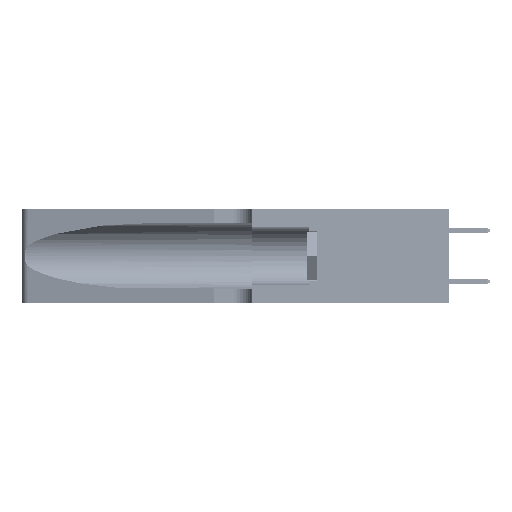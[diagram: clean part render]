
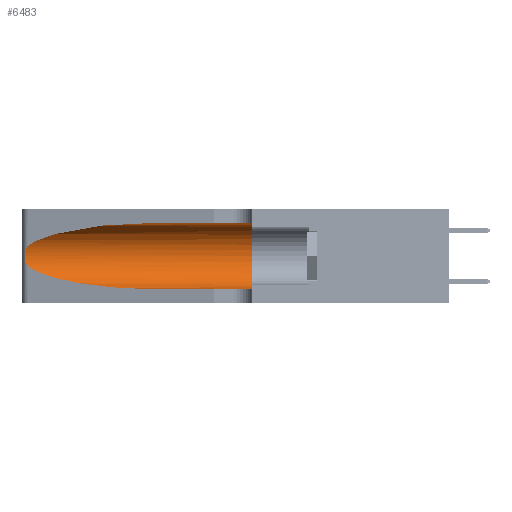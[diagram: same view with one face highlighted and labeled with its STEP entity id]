
A CAD part, left-side view. The second image highlights one B-rep face of the part: STEP entity #6483.
In plain terms, the highlighted cylindrical face has radius 3.308 mm (diameter 6.617 mm), a partial arc.
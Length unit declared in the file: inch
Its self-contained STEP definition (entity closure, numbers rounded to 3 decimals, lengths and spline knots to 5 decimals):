
#862 = ORIENTED_EDGE ( 'NONE', *, *, #44851, .F. ) ;
#1594 = ORIENTED_EDGE ( 'NONE', *, *, #40302, .T. ) ;
#1719 = CARTESIAN_POINT ( 'NONE',  ( 0.25487, 1.22718, 0.14631 ) ) ;
#1777 = CARTESIAN_POINT ( 'NONE',  ( 0.1305, 0.35, 0.31525 ) ) ;
#3468 = DIRECTION ( 'NONE',  ( 0., -1., 0. ) ) ;
#3495 = EDGE_CURVE ( 'NONE', #19918, #47979, #48748, .T. ) ;
#4410 = LINE ( 'NONE', #14493, #54772 ) ;
#5425 = CARTESIAN_POINT ( 'NONE',  ( 0.18966, 0.96281, 0.05475 ) ) ;
#5619 = EDGE_CURVE ( 'NONE', #47979, #37886, #10440, .T. ) ;
#5792 = CARTESIAN_POINT ( 'NONE',  ( 0.1305, 0.72297, 0.05475 ) ) ;
#6483 = ADVANCED_FACE ( 'NONE', ( #29336 ), #42564, .F. ) ;
#6854 = AXIS2_PLACEMENT_3D ( 'NONE', #47835, #18074, #51933 ) ;
#7247 = ORIENTED_EDGE ( 'NONE', *, *, #22993, .F. ) ;
#7576 = EDGE_CURVE ( 'NONE', #11785, #19918, #16864, .T. ) ;
#10440 =( BOUNDED_CURVE ( )  B_SPLINE_CURVE ( 3, ( #35162, #47963, #5425, #5792 ),
 .UNSPECIFIED., .F., .T. ) 
 B_SPLINE_CURVE_WITH_KNOTS ( ( 4, 4 ),
 ( 3.44316, 4.71239 ),
 .UNSPECIFIED. ) 
 CURVE ( )  GEOMETRIC_REPRESENTATION_ITEM ( )  RATIONAL_B_SPLINE_CURVE ( ( 1., 0.87, 0.87, 1. ) ) 
 REPRESENTATION_ITEM ( '' )  );
#10474 = CARTESIAN_POINT ( 'NONE',  ( 0.25555, 1.22993, 0.14849 ) ) ;
#10653 = CARTESIAN_POINT ( 'NONE',  ( 0.25856, 1.23593, 0.16098 ) ) ;
#11785 = VERTEX_POINT ( 'NONE', #20247 ) ;
#13126 = VERTEX_POINT ( 'NONE', #31928 ) ;
#13956 = CARTESIAN_POINT ( 'NONE',  ( 0.18966, 0.96281, 0.31525 ) ) ;
#14493 = CARTESIAN_POINT ( 'NONE',  ( 0.1305, 1.61858, 0.05475 ) ) ;
#16864 =( BOUNDED_CURVE ( )  B_SPLINE_CURVE ( 3, ( #39248, #13956, #22447, #34443 ),
 .UNSPECIFIED., .F., .T. ) 
 B_SPLINE_CURVE_WITH_KNOTS ( ( 4, 4 ),
 ( 1.5708, 2.84003 ),
 .UNSPECIFIED. ) 
 CURVE ( )  GEOMETRIC_REPRESENTATION_ITEM ( )  RATIONAL_B_SPLINE_CURVE ( ( 1., 0.87, 0.87, 1. ) ) 
 REPRESENTATION_ITEM ( '' )  );
#18074 = DIRECTION ( 'NONE',  ( 0., 1., 0. ) ) ;
#18262 = AXIS2_PLACEMENT_3D ( 'NONE', #37319, #3468, #33058 ) ;
#18436 = ORIENTED_EDGE ( 'NONE', *, *, #3495, .T. ) ;
#19918 = VERTEX_POINT ( 'NONE', #28833 ) ;
#20128 = LINE ( 'NONE', #34802, #31356 ) ;
#20247 = CARTESIAN_POINT ( 'NONE',  ( 0.1305, 0.72297, 0.31525 ) ) ;
#21114 = CARTESIAN_POINT ( 'NONE',  ( 0.1305, 0.72297, 0.05475 ) ) ;
#22447 = CARTESIAN_POINT ( 'NONE',  ( 0.2373, 1.15595, 0.28018 ) ) ;
#22842 = CARTESIAN_POINT ( 'NONE',  ( 0.26075, 1.23896, 0.19203 ) ) ;
#22993 = EDGE_CURVE ( 'NONE', #11785, #28402, #20128, .T. ) ;
#23392 = CARTESIAN_POINT ( 'NONE',  ( 0.26018, 1.23835, 0.19895 ) ) ;
#27092 = CARTESIAN_POINT ( 'NONE',  ( 0.26017, 1.23833, 0.17102 ) ) ;
#27458 = CARTESIAN_POINT ( 'NONE',  ( 0.25639, 1.23186, 0.15144 ) ) ;
#28402 = VERTEX_POINT ( 'NONE', #1777 ) ;
#28833 = CARTESIAN_POINT ( 'NONE',  ( 0.25487, 1.22718, 0.22369 ) ) ;
#29336 = FACE_OUTER_BOUND ( 'NONE', #32082, .T. ) ;
#29498 = CARTESIAN_POINT ( 'NONE',  ( 0.25487, 1.22718, 0.14631 ) ) ;
#31356 = VECTOR ( 'NONE', #34609, 39.37008 ) ;
#31865 = CARTESIAN_POINT ( 'NONE',  ( 0.25854, 1.2359, 0.20912 ) ) ;
#31928 = CARTESIAN_POINT ( 'NONE',  ( 0.1305, 0.35, 0.05475 ) ) ;
#32082 = EDGE_LOOP ( 'NONE', ( #50470, #18436, #39107, #1594, #862, #7247 ) ) ;
#33058 = DIRECTION ( 'NONE',  ( 0., 0., -1. ) ) ;
#34443 = CARTESIAN_POINT ( 'NONE',  ( 0.25487, 1.22718, 0.22369 ) ) ;
#34609 = DIRECTION ( 'NONE',  ( 0., -1., 0. ) ) ;
#34802 = CARTESIAN_POINT ( 'NONE',  ( 0.1305, 1.61858, 0.31525 ) ) ;
#35162 = CARTESIAN_POINT ( 'NONE',  ( 0.25487, 1.22718, 0.14631 ) ) ;
#37319 = CARTESIAN_POINT ( 'NONE',  ( 0.1305, 1.61858, 0.185 ) ) ;
#37886 = VERTEX_POINT ( 'NONE', #21114 ) ;
#39107 = ORIENTED_EDGE ( 'NONE', *, *, #5619, .T. ) ;
#39248 = CARTESIAN_POINT ( 'NONE',  ( 0.1305, 0.72297, 0.31525 ) ) ;
#39840 = CARTESIAN_POINT ( 'NONE',  ( 0.25787, 1.23484, 0.2124 ) ) ;
#40302 = EDGE_CURVE ( 'NONE', #37886, #13126, #4410, .T. ) ;
#42564 = CYLINDRICAL_SURFACE ( 'NONE', #18262, 0.13025 ) ;
#43920 = CARTESIAN_POINT ( 'NONE',  ( 0.25639, 1.23184, 0.21858 ) ) ;
#44648 = CARTESIAN_POINT ( 'NONE',  ( 0.25555, 1.22994, 0.2215 ) ) ;
#44851 = EDGE_CURVE ( 'NONE', #28402, #13126, #50045, .T. ) ;
#47835 = CARTESIAN_POINT ( 'NONE',  ( 0.1305, 0.35, 0.185 ) ) ;
#47963 = CARTESIAN_POINT ( 'NONE',  ( 0.2373, 1.15595, 0.08982 ) ) ;
#47979 = VERTEX_POINT ( 'NONE', #29498 ) ;
#48542 = CARTESIAN_POINT ( 'NONE',  ( 0.25789, 1.23486, 0.15765 ) ) ;
#48748 = B_SPLINE_CURVE_WITH_KNOTS ( 'NONE', 3,
 ( #52649, #44648, #43920, #39840, #31865, #23392, #22842, #52462, #27092, #10653, #48542, #27458, #10474, #1719 ),
 .UNSPECIFIED., .F., .F.,
 ( 4, 2, 2, 2, 2, 2, 4 ),
 ( 0., 0.00027, 0.00053, 0.00107, 0.0016, 0.00187, 0.00214 ),
 .UNSPECIFIED. ) ;
#50045 = CIRCLE ( 'NONE', #6854, 0.13025 ) ;
#50470 = ORIENTED_EDGE ( 'NONE', *, *, #7576, .T. ) ;
#51933 = DIRECTION ( 'NONE',  ( 0., 0., 1. ) ) ;
#52054 = DIRECTION ( 'NONE',  ( 0., -1., 0. ) ) ;
#52462 = CARTESIAN_POINT ( 'NONE',  ( 0.26075, 1.23896, 0.178 ) ) ;
#52649 = CARTESIAN_POINT ( 'NONE',  ( 0.25487, 1.22718, 0.22369 ) ) ;
#54772 = VECTOR ( 'NONE', #52054, 39.37008 ) ;
